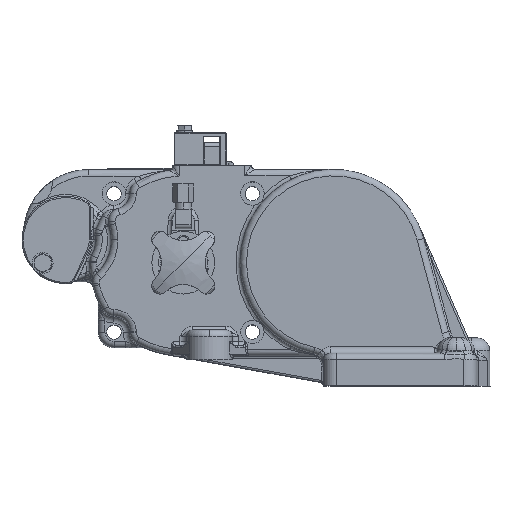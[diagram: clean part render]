
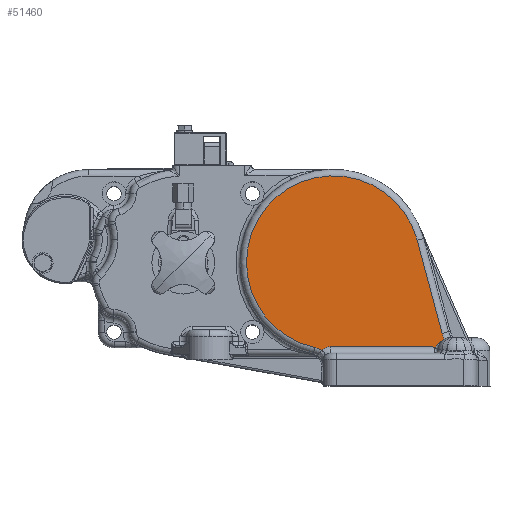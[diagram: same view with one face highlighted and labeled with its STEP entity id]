
A CAD part, top view. The second image highlights one B-rep face of the part: STEP entity #51460.
In plain terms, the highlighted planar face has unit normal (0, 0, 1).
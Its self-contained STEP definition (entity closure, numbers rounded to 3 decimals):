
#3038 = CARTESIAN_POINT ( 'NONE',  ( 107.495, -47.647, 85.5 ) ) ;
#3045 = CARTESIAN_POINT ( 'NONE',  ( 0., 0., 85.5 ) ) ;
#3046 = DIRECTION ( 'NONE',  ( 0., 0., -1. ) ) ;
#3047 = DIRECTION ( 'NONE',  ( 1., 0., 0. ) ) ;
#3049 = CARTESIAN_POINT ( 'NONE',  ( -17.5, -79.599, 85.5 ) ) ;
#3056 = DIRECTION ( 'NONE',  ( 0., 0., 1. ) ) ;
#3057 = DIRECTION ( 'NONE',  ( 1., 0., 0. ) ) ;
#3058 = CARTESIAN_POINT ( 'NONE',  ( 76.267, -64.5, 85.5 ) ) ;
#3059 = DIRECTION ( 'NONE',  ( 0., 0., -1. ) ) ;
#3060 = DIRECTION ( 'NONE',  ( 1., 0., 0. ) ) ;
#3062 = CARTESIAN_POINT ( 'NONE',  ( 76.352, -64.584, 85.5 ) ) ;
#3063 = CARTESIAN_POINT ( 'NONE',  ( 76.44, -64.665, 85.5 ) ) ;
#3064 = CARTESIAN_POINT ( 'NONE',  ( 76.626, -64.815, 85.5 ) ) ;
#3065 = CARTESIAN_POINT ( 'NONE',  ( 76.724, -64.884, 85.5 ) ) ;
#3066 = CARTESIAN_POINT ( 'NONE',  ( 76.934, -64.995, 85.5 ) ) ;
#3067 = CARTESIAN_POINT ( 'NONE',  ( 77.049, -65.037, 85.5 ) ) ;
#3068 = CARTESIAN_POINT ( 'NONE',  ( 77.286, -65.065, 85.5 ) ) ;
#3069 = CARTESIAN_POINT ( 'NONE',  ( 77.408, -65.05, 85.5 ) ) ;
#3070 = CARTESIAN_POINT ( 'NONE',  ( 77.636, -64.974, 85.5 ) ) ;
#3071 = CARTESIAN_POINT ( 'NONE',  ( 77.742, -64.916, 85.5 ) ) ;
#42304 = B_SPLINE_CURVE_WITH_KNOTS ( 'NONE', 3,
 ( #3058, #3062, #3063, #3064, #3065, #3066, #3067, #3068, #3069, #3070, #3071, #116449, #116438, #120286, #120287, #120289, #120290, #120292, #120293, #120295, #120296, #120298, #120299, #120301, #120302, #120304 ),
 .UNSPECIFIED., .F., .F.,
 ( 4, 2, 2, 2, 2, 2, 2, 2, 2, 2, 2, 2, 4 ),
 ( 0., 0., 0.001, 0.001, 0.001, 0.002, 0.002, 0.003, 0.004, 0.006, 0.009, 0.01, 0.011 ),
 .UNSPECIFIED. ) ;
#51460 = ADVANCED_FACE ( 'NONE', ( #91219 ), #93626, .T. ) ;
#70933 = EDGE_LOOP ( 'NONE', ( #85247, #85244, #85227, #85340, #84520, #84518, #85342 ) ) ;
#84518 = ORIENTED_EDGE ( 'NONE', *, *, #128687, .T. ) ;
#84520 = ORIENTED_EDGE ( 'NONE', *, *, #128686, .T. ) ;
#85227 = ORIENTED_EDGE ( 'NONE', *, *, #128682, .T. ) ;
#85244 = ORIENTED_EDGE ( 'NONE', *, *, #128688, .T. ) ;
#85247 = ORIENTED_EDGE ( 'NONE', *, *, #128689, .T. ) ;
#85340 = ORIENTED_EDGE ( 'NONE', *, *, #128690, .T. ) ;
#85342 = ORIENTED_EDGE ( 'NONE', *, *, #128691, .T. ) ;
#91219 = FACE_OUTER_BOUND ( 'NONE', #70933, .T. ) ;
#91544 = AXIS2_PLACEMENT_3D ( 'NONE', #93596, #93641, #93643 ) ;
#93596 = CARTESIAN_POINT ( 'NONE',  ( 0., 0., 85.5 ) ) ;
#93626 = PLANE ( 'NONE',  #91544 ) ;
#93641 = DIRECTION ( 'NONE',  ( 0., 0., 1. ) ) ;
#93643 = DIRECTION ( 'NONE',  ( 1., 0., 0. ) ) ;
#106529 = AXIS2_PLACEMENT_3D ( 'NONE', #3038, #3046, #3047 ) ;
#106549 = AXIS2_PLACEMENT_3D ( 'NONE', #3045, #3056, #3057 ) ;
#106551 = AXIS2_PLACEMENT_3D ( 'NONE', #3049, #3059, #3060 ) ;
#106553 = AXIS2_PLACEMENT_3D ( 'NONE', #120305, #120314, #120316 ) ;
#109808 = VERTEX_POINT ( 'NONE', #118347 ) ;
#109810 = VERTEX_POINT ( 'NONE', #118348 ) ;
#109812 = VERTEX_POINT ( 'NONE', #118350 ) ;
#109814 = VERTEX_POINT ( 'NONE', #118351 ) ;
#109816 = VERTEX_POINT ( 'NONE', #118353 ) ;
#109818 = VERTEX_POINT ( 'NONE', #118354 ) ;
#109820 = VERTEX_POINT ( 'NONE', #118356 ) ;
#116084 = CIRCLE ( 'NONE', #106529, 25. ) ;
#116097 = LINE ( 'NONE', #120307, #116103 ) ;
#116101 = CIRCLE ( 'NONE', #106549, 66.5 ) ;
#116103 = VECTOR ( 'NONE', #120308, 1000. ) ;
#116106 = CIRCLE ( 'NONE', #106551, 15. ) ;
#116107 = LINE ( 'NONE', #120310, #116109 ) ;
#116109 = VECTOR ( 'NONE', #120312, 1000. ) ;
#116119 = CIRCLE ( 'NONE', #106553, 10. ) ;
#116438 = CARTESIAN_POINT ( 'NONE',  ( 78.032, -64.704, 85.5 ) ) ;
#116449 = CARTESIAN_POINT ( 'NONE',  ( 77.939, -64.781, 85.5 ) ) ;
#118347 = CARTESIAN_POINT ( 'NONE',  ( -2.5, -64.5, 85.5 ) ) ;
#118348 = CARTESIAN_POINT ( 'NONE',  ( 76.267, -64.5, 85.5 ) ) ;
#118350 = CARTESIAN_POINT ( 'NONE',  ( 84.993, -58.54, 85.5 ) ) ;
#118351 = CARTESIAN_POINT ( 'NONE',  ( 83.347, -54.118, 85.5 ) ) ;
#118353 = CARTESIAN_POINT ( 'NONE',  ( 64.234, 17.211, 85.5 ) ) ;
#118354 = CARTESIAN_POINT ( 'NONE',  ( -14.279, -64.949, 85.5 ) ) ;
#118356 = CARTESIAN_POINT ( 'NONE',  ( -9.218, -67.093, 85.5 ) ) ;
#120286 = CARTESIAN_POINT ( 'NONE',  ( 78.296, -64.464, 85.5 ) ) ;
#120287 = CARTESIAN_POINT ( 'NONE',  ( 78.458, -64.29, 85.5 ) ) ;
#120289 = CARTESIAN_POINT ( 'NONE',  ( 78.929, -63.757, 85.5 ) ) ;
#120290 = CARTESIAN_POINT ( 'NONE',  ( 79.228, -63.386, 85.5 ) ) ;
#120292 = CARTESIAN_POINT ( 'NONE',  ( 79.838, -62.658, 85.5 ) ) ;
#120293 = CARTESIAN_POINT ( 'NONE',  ( 80.147, -62.298, 85.5 ) ) ;
#120295 = CARTESIAN_POINT ( 'NONE',  ( 81.108, -61.255, 85.5 ) ) ;
#120296 = CARTESIAN_POINT ( 'NONE',  ( 81.793, -60.605, 85.5 ) ) ;
#120298 = CARTESIAN_POINT ( 'NONE',  ( 82.922, -59.738, 85.5 ) ) ;
#120299 = CARTESIAN_POINT ( 'NONE',  ( 83.317, -59.465, 85.5 ) ) ;
#120301 = CARTESIAN_POINT ( 'NONE',  ( 84.135, -58.966, 85.5 ) ) ;
#120302 = CARTESIAN_POINT ( 'NONE',  ( 84.557, -58.74, 85.5 ) ) ;
#120304 = CARTESIAN_POINT ( 'NONE',  ( 84.993, -58.54, 85.5 ) ) ;
#120305 = CARTESIAN_POINT ( 'NONE',  ( -2.5, -74.5, 85.5 ) ) ;
#120307 = CARTESIAN_POINT ( 'NONE',  ( 81.351, -64.5, 85.5 ) ) ;
#120308 = DIRECTION ( 'NONE',  ( 1., 0., 0. ) ) ;
#120310 = CARTESIAN_POINT ( 'NONE',  ( 64.234, 17.211, 85.5 ) ) ;
#120312 = DIRECTION ( 'NONE',  ( -0.259, 0.966, 0. ) ) ;
#120314 = DIRECTION ( 'NONE',  ( 0., 0., -1. ) ) ;
#120316 = DIRECTION ( 'NONE',  ( 1., 0., 0. ) ) ;
#128682 = EDGE_CURVE ( 'NONE', #109812, #109814, #116084, .T. ) ;
#128686 = EDGE_CURVE ( 'NONE', #109816, #109818, #116101, .T. ) ;
#128687 = EDGE_CURVE ( 'NONE', #109818, #109820, #116106, .T. ) ;
#128688 = EDGE_CURVE ( 'NONE', #109810, #109812, #42304, .T. ) ;
#128689 = EDGE_CURVE ( 'NONE', #109808, #109810, #116097, .T. ) ;
#128690 = EDGE_CURVE ( 'NONE', #109814, #109816, #116107, .T. ) ;
#128691 = EDGE_CURVE ( 'NONE', #109820, #109808, #116119, .T. ) ;
